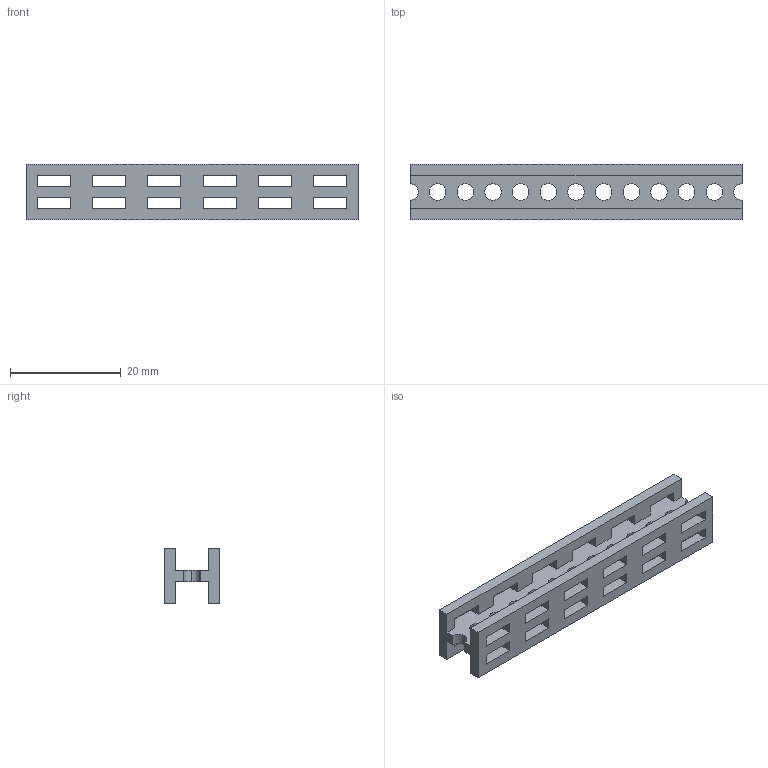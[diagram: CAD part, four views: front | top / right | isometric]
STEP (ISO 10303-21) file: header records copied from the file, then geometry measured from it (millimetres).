
FILE_DESCRIPTION (( 'STEP AP203' ), '1' );
FILE_NAME ('Beam 60.STEP', '2017-02-03T08:44:28', ( '' ), ( '' ), 'SwSTEP 2.0', 'SolidWorks 2015', '' );
FILE_SCHEMA (( 'CONFIG_CONTROL_DESIGN' ));
Length unit declared in the file: millimetre
Products named in the file (1): Beam 60
Bounding box: 60 x 10 x 10 mm (x, y, z)
Volume: 2374.4 mm3; surface area: 3700.5 mm2
Topology: 1 solids, 1 shells, 113 faces, 405 edges, 270 vertices
Faces by surface type: plane 88, cylinder 25
Entity records: 4506 total; most frequent: ORIENTED_EDGE 810, CARTESIAN_POINT 789, DIRECTION 683, EDGE_CURVE 405, LINE 355, VECTOR 355, VERTEX_POINT 270, AXIS2_PLACEMENT_3D 164
